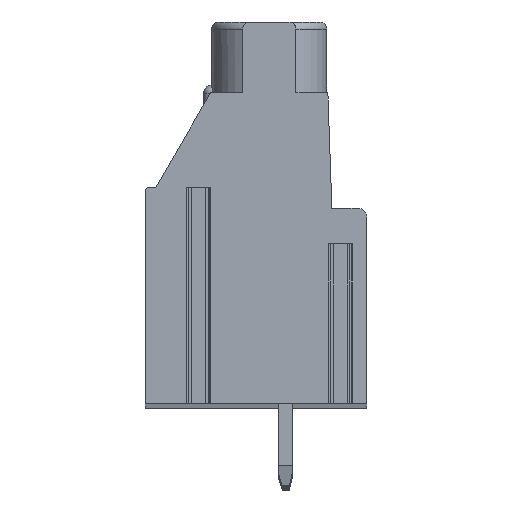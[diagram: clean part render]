
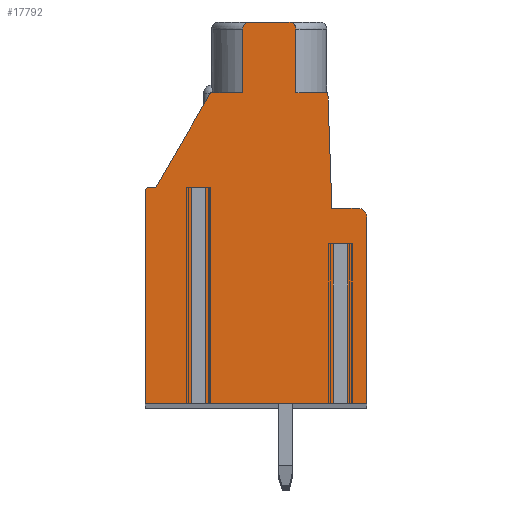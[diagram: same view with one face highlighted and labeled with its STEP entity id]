
A CAD part, top view. The second image highlights one B-rep face of the part: STEP entity #17792.
In plain terms, the highlighted planar face has unit normal (0, 0, 1).
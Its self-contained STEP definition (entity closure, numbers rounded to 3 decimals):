
#27=DIRECTION('',(-1.,0.,0.));
#28=VECTOR('',#27,0.82);
#29=CARTESIAN_POINT('',(-2.09,1.2,156.21));
#30=LINE('',#29,#28);
#31=DIRECTION('',(0.,1.,0.));
#32=VECTOR('',#31,12.2);
#33=CARTESIAN_POINT('',(-2.91,-11.,156.21));
#34=LINE('',#33,#32);
#35=DIRECTION('',(1.,0.,0.));
#36=VECTOR('',#35,2.59);
#37=CARTESIAN_POINT('',(-5.5,-11.,156.21));
#38=LINE('',#37,#36);
#39=DIRECTION('',(0.,-1.,0.));
#40=VECTOR('',#39,11.9);
#41=CARTESIAN_POINT('',(-5.5,0.9,156.21));
#42=LINE('',#41,#40);
#43=CARTESIAN_POINT('',(-5.2,0.9,156.21));
#44=DIRECTION('',(0.,0.,1.));
#45=DIRECTION('',(0.,1.,0.));
#46=AXIS2_PLACEMENT_3D('',#43,#44,#45);
#48=DIRECTION('',(-1.,0.,0.));
#49=VECTOR('',#48,0.3);
#50=CARTESIAN_POINT('',(-4.9,1.2,156.21));
#51=LINE('',#50,#49);
#52=DIRECTION('',(-0.505,-0.863,0.));
#53=VECTOR('',#52,6.14);
#54=CARTESIAN_POINT('',(-1.8,6.5,156.21));
#55=LINE('',#54,#53);
#56=DIRECTION('',(-1.,0.,0.));
#57=VECTOR('',#56,1.8);
#58=CARTESIAN_POINT('',(0.,6.5,156.21));
#59=LINE('',#58,#57);
#60=DIRECTION('',(0.,-1.,0.));
#61=VECTOR('',#60,3.6);
#62=CARTESIAN_POINT('',(0.,10.1,156.21));
#63=LINE('',#62,#61);
#64=CARTESIAN_POINT('',(0.4,10.1,156.21));
#65=DIRECTION('',(0.,0.,1.));
#66=DIRECTION('',(0.,1.,0.));
#67=AXIS2_PLACEMENT_3D('',#64,#65,#66);
#69=DIRECTION('',(-1.,0.,0.));
#70=VECTOR('',#69,2.2);
#71=CARTESIAN_POINT('',(2.6,10.5,156.21));
#72=LINE('',#71,#70);
#73=CARTESIAN_POINT('',(2.6,10.1,156.21));
#74=DIRECTION('',(0.,0.,1.));
#75=DIRECTION('',(1.,0.,0.));
#76=AXIS2_PLACEMENT_3D('',#73,#74,#75);
#78=DIRECTION('',(0.,1.,0.));
#79=VECTOR('',#78,3.6);
#80=CARTESIAN_POINT('',(3.,6.5,156.21));
#81=LINE('',#80,#79);
#82=DIRECTION('',(-1.,0.,0.));
#83=VECTOR('',#82,1.8);
#84=CARTESIAN_POINT('',(4.8,6.5,156.21));
#85=LINE('',#84,#83);
#86=DIRECTION('',(-0.035,0.999,0.));
#87=VECTOR('',#86,6.504);
#88=CARTESIAN_POINT('',(5.027,0.,156.21));
#89=LINE('',#88,#87);
#90=DIRECTION('',(-1.,0.,0.));
#91=VECTOR('',#90,1.473);
#92=CARTESIAN_POINT('',(6.5,0.,156.21));
#93=LINE('',#92,#91);
#94=CARTESIAN_POINT('',(6.5,-0.5,156.21));
#95=DIRECTION('',(0.,0.,1.));
#96=DIRECTION('',(1.,0.,0.));
#97=AXIS2_PLACEMENT_3D('',#94,#95,#96);
#99=DIRECTION('',(0.,1.,0.));
#100=VECTOR('',#99,10.5);
#101=CARTESIAN_POINT('',(7.,-11.,156.21));
#102=LINE('',#101,#100);
#103=DIRECTION('',(1.,0.,0.));
#104=VECTOR('',#103,1.09);
#105=CARTESIAN_POINT('',(5.91,-11.,156.21));
#106=LINE('',#105,#104);
#107=DIRECTION('',(0.,1.,0.));
#108=VECTOR('',#107,9.);
#109=CARTESIAN_POINT('',(5.91,-11.,156.21));
#110=LINE('',#109,#108);
#111=DIRECTION('',(-1.,0.,0.));
#112=VECTOR('',#111,0.82);
#113=CARTESIAN_POINT('',(5.91,-2.,156.21));
#114=LINE('',#113,#112);
#115=DIRECTION('',(0.,1.,0.));
#116=VECTOR('',#115,9.);
#117=CARTESIAN_POINT('',(5.09,-11.,156.21));
#118=LINE('',#117,#116);
#119=DIRECTION('',(1.,0.,0.));
#120=VECTOR('',#119,7.18);
#121=CARTESIAN_POINT('',(-2.09,-11.,156.21));
#122=LINE('',#121,#120);
#123=DIRECTION('',(0.,1.,0.));
#124=VECTOR('',#123,12.2);
#125=CARTESIAN_POINT('',(-2.09,-11.,156.21));
#126=LINE('',#125,#124);
#14046=CARTESIAN_POINT('',(7.,-11.,156.21));
#14047=CARTESIAN_POINT('',(7.,-0.5,156.21));
#14048=VERTEX_POINT('',#14046);
#14049=VERTEX_POINT('',#14047);
#14050=CARTESIAN_POINT('',(6.5,0.,156.21));
#14051=VERTEX_POINT('',#14050);
#14052=CARTESIAN_POINT('',(5.027,0.,156.21));
#14053=VERTEX_POINT('',#14052);
#14054=CARTESIAN_POINT('',(4.8,6.5,156.21));
#14055=VERTEX_POINT('',#14054);
#14056=CARTESIAN_POINT('',(3.,6.5,156.21));
#14057=VERTEX_POINT('',#14056);
#14058=CARTESIAN_POINT('',(3.,10.1,156.21));
#14059=VERTEX_POINT('',#14058);
#14060=CARTESIAN_POINT('',(2.6,10.5,156.21));
#14061=VERTEX_POINT('',#14060);
#14062=CARTESIAN_POINT('',(0.4,10.5,156.21));
#14063=VERTEX_POINT('',#14062);
#14064=CARTESIAN_POINT('',(0.,10.1,156.21));
#14065=VERTEX_POINT('',#14064);
#14066=CARTESIAN_POINT('',(0.,6.5,156.21));
#14067=VERTEX_POINT('',#14066);
#14068=CARTESIAN_POINT('',(-1.8,6.5,156.21));
#14069=VERTEX_POINT('',#14068);
#14070=CARTESIAN_POINT('',(-4.9,1.2,156.21));
#14071=VERTEX_POINT('',#14070);
#14072=CARTESIAN_POINT('',(-5.2,1.2,156.21));
#14073=VERTEX_POINT('',#14072);
#14074=CARTESIAN_POINT('',(-5.5,0.9,156.21));
#14075=VERTEX_POINT('',#14074);
#14076=CARTESIAN_POINT('',(-5.5,-11.,156.21));
#14077=VERTEX_POINT('',#14076);
#14198=CARTESIAN_POINT('',(5.91,-2.,156.21));
#14199=CARTESIAN_POINT('',(5.09,-2.,156.21));
#14200=VERTEX_POINT('',#14198);
#14201=VERTEX_POINT('',#14199);
#14202=CARTESIAN_POINT('',(5.09,-11.,156.21));
#14203=VERTEX_POINT('',#14202);
#14204=CARTESIAN_POINT('',(5.91,-11.,156.21));
#14205=VERTEX_POINT('',#14204);
#14222=CARTESIAN_POINT('',(-2.09,1.2,156.21));
#14223=CARTESIAN_POINT('',(-2.91,1.2,156.21));
#14224=VERTEX_POINT('',#14222);
#14225=VERTEX_POINT('',#14223);
#14226=CARTESIAN_POINT('',(-2.09,-11.,156.21));
#14227=VERTEX_POINT('',#14226);
#14228=CARTESIAN_POINT('',(-2.91,-11.,156.21));
#14229=VERTEX_POINT('',#14228);
#17737=CARTESIAN_POINT('',(0.,0.,156.21));
#17738=DIRECTION('',(0.,0.,1.));
#17739=DIRECTION('',(1.,0.,0.));
#17740=AXIS2_PLACEMENT_3D('',#17737,#17738,#17739);
#17741=PLANE('',#17740);
#17743=ORIENTED_EDGE('',*,*,#17742,.T.);
#17745=ORIENTED_EDGE('',*,*,#17744,.F.);
#17747=ORIENTED_EDGE('',*,*,#17746,.F.);
#17749=ORIENTED_EDGE('',*,*,#17748,.F.);
#17751=ORIENTED_EDGE('',*,*,#17750,.F.);
#17753=ORIENTED_EDGE('',*,*,#17752,.F.);
#17755=ORIENTED_EDGE('',*,*,#17754,.F.);
#17757=ORIENTED_EDGE('',*,*,#17756,.F.);
#17759=ORIENTED_EDGE('',*,*,#17758,.F.);
#17761=ORIENTED_EDGE('',*,*,#17760,.F.);
#17763=ORIENTED_EDGE('',*,*,#17762,.F.);
#17765=ORIENTED_EDGE('',*,*,#17764,.F.);
#17767=ORIENTED_EDGE('',*,*,#17766,.F.);
#17769=ORIENTED_EDGE('',*,*,#17768,.F.);
#17771=ORIENTED_EDGE('',*,*,#17770,.F.);
#17773=ORIENTED_EDGE('',*,*,#17772,.F.);
#17775=ORIENTED_EDGE('',*,*,#17774,.F.);
#17777=ORIENTED_EDGE('',*,*,#17776,.F.);
#17779=ORIENTED_EDGE('',*,*,#17778,.F.);
#17781=ORIENTED_EDGE('',*,*,#17780,.T.);
#17783=ORIENTED_EDGE('',*,*,#17782,.T.);
#17785=ORIENTED_EDGE('',*,*,#17784,.F.);
#17787=ORIENTED_EDGE('',*,*,#17786,.F.);
#17789=ORIENTED_EDGE('',*,*,#17788,.T.);
#17790=EDGE_LOOP('',(#17743,#17745,#17747,#17749,#17751,#17753,#17755,#17757,
#17759,#17761,#17763,#17765,#17767,#17769,#17771,#17773,#17775,#17777,#17779,
#17781,#17783,#17785,#17787,#17789));
#17791=FACE_OUTER_BOUND('',#17790,.F.);
#47=CIRCLE('',#46,0.3);
#68=CIRCLE('',#67,0.4);
#77=CIRCLE('',#76,0.4);
#98=CIRCLE('',#97,0.5);
#17742=EDGE_CURVE('',#14224,#14225,#30,.T.);
#17744=EDGE_CURVE('',#14229,#14225,#34,.T.);
#17746=EDGE_CURVE('',#14077,#14229,#38,.T.);
#17748=EDGE_CURVE('',#14075,#14077,#42,.T.);
#17750=EDGE_CURVE('',#14073,#14075,#47,.T.);
#17752=EDGE_CURVE('',#14071,#14073,#51,.T.);
#17754=EDGE_CURVE('',#14069,#14071,#55,.T.);
#17756=EDGE_CURVE('',#14067,#14069,#59,.T.);
#17758=EDGE_CURVE('',#14065,#14067,#63,.T.);
#17760=EDGE_CURVE('',#14063,#14065,#68,.T.);
#17762=EDGE_CURVE('',#14061,#14063,#72,.T.);
#17764=EDGE_CURVE('',#14059,#14061,#77,.T.);
#17766=EDGE_CURVE('',#14057,#14059,#81,.T.);
#17768=EDGE_CURVE('',#14055,#14057,#85,.T.);
#17770=EDGE_CURVE('',#14053,#14055,#89,.T.);
#17772=EDGE_CURVE('',#14051,#14053,#93,.T.);
#17774=EDGE_CURVE('',#14049,#14051,#98,.T.);
#17776=EDGE_CURVE('',#14048,#14049,#102,.T.);
#17778=EDGE_CURVE('',#14205,#14048,#106,.T.);
#17780=EDGE_CURVE('',#14205,#14200,#110,.T.);
#17782=EDGE_CURVE('',#14200,#14201,#114,.T.);
#17784=EDGE_CURVE('',#14203,#14201,#118,.T.);
#17786=EDGE_CURVE('',#14227,#14203,#122,.T.);
#17788=EDGE_CURVE('',#14227,#14224,#126,.T.);
#17792=ADVANCED_FACE('',(#17791),#17741,.T.);
